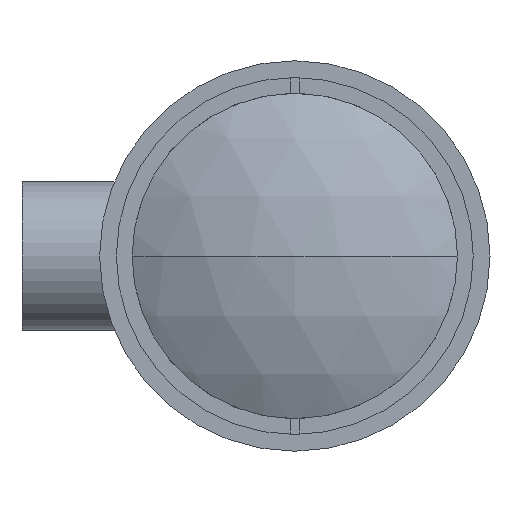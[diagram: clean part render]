
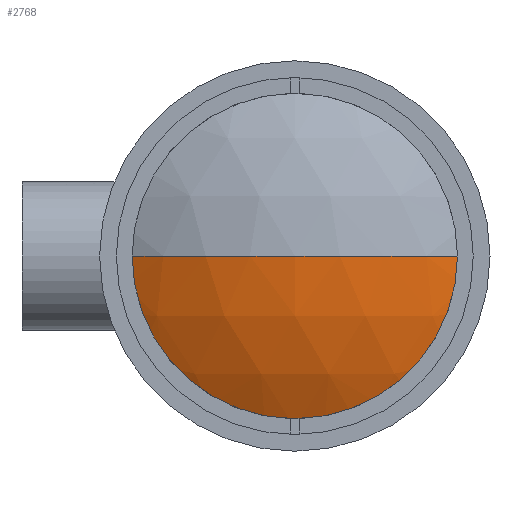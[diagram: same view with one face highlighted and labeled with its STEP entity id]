
A CAD part, left-side view. The second image highlights one B-rep face of the part: STEP entity #2768.
In plain terms, the highlighted spherical face has radius 36.6 mm.
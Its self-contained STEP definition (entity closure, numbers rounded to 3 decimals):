
#30 = CIRCLE ( 'NONE', #1954, 18.5 ) ;
#203 = VERTEX_POINT ( 'NONE', #245 ) ;
#210 = AXIS2_PLACEMENT_3D ( 'NONE', #2880, #317, #2911 ) ;
#245 = CARTESIAN_POINT ( 'NONE',  ( 1.537, 0., 0. ) ) ;
#295 = ORIENTED_EDGE ( 'NONE', *, *, #1516, .T. ) ;
#317 = DIRECTION ( 'NONE',  ( 0., 0., 1. ) ) ;
#321 = SPHERICAL_SURFACE ( 'NONE', #1186, 36.6 ) ;
#373 = CIRCLE ( 'NONE', #210, 36.6 ) ;
#396 = DIRECTION ( 'NONE',  ( 0., 1., 0. ) ) ;
#725 = VERTEX_POINT ( 'NONE', #2844 ) ;
#789 = CARTESIAN_POINT ( 'NONE',  ( 6.557, 0., 0. ) ) ;
#1094 = EDGE_CURVE ( 'NONE', #725, #3181, #30, .T. ) ;
#1186 = AXIS2_PLACEMENT_3D ( 'NONE', #1746, #1982, #396 ) ;
#1381 = DIRECTION ( 'NONE',  ( 0., 0., 1. ) ) ;
#1516 = EDGE_CURVE ( 'NONE', #3181, #203, #1983, .T. ) ;
#1650 = EDGE_CURVE ( 'NONE', #725, #203, #373, .T. ) ;
#1746 = CARTESIAN_POINT ( 'NONE',  ( 38.137, 0., 0. ) ) ;
#1910 = DIRECTION ( 'NONE',  ( 0., 0., -1. ) ) ;
#1954 = AXIS2_PLACEMENT_3D ( 'NONE', #789, #2041, #1381 ) ;
#1982 = DIRECTION ( 'NONE',  ( 0., 0., -1. ) ) ;
#1983 = CIRCLE ( 'NONE', #3161, 36.6 ) ;
#2041 = DIRECTION ( 'NONE',  ( -1., 0., 0. ) ) ;
#2074 = CARTESIAN_POINT ( 'NONE',  ( 38.137, 0., 0. ) ) ;
#2287 = ORIENTED_EDGE ( 'NONE', *, *, #1094, .T. ) ;
#2607 = CARTESIAN_POINT ( 'NONE',  ( 6.557, -18.5, 0. ) ) ;
#2768 = ADVANCED_FACE ( 'NONE', ( #3132 ), #321, .T. ) ;
#2844 = CARTESIAN_POINT ( 'NONE',  ( 6.557, 18.5, 0. ) ) ;
#2880 = CARTESIAN_POINT ( 'NONE',  ( 38.137, 0., 0. ) ) ;
#2882 = ORIENTED_EDGE ( 'NONE', *, *, #1650, .F. ) ;
#2911 = DIRECTION ( 'NONE',  ( 1., 0., 0. ) ) ;
#3132 = FACE_OUTER_BOUND ( 'NONE', #3396, .T. ) ;
#3161 = AXIS2_PLACEMENT_3D ( 'NONE', #2074, #1910, #3250 ) ;
#3181 = VERTEX_POINT ( 'NONE', #2607 ) ;
#3250 = DIRECTION ( 'NONE',  ( 0., 1., 0. ) ) ;
#3396 = EDGE_LOOP ( 'NONE', ( #2287, #295, #2882 ) ) ;
